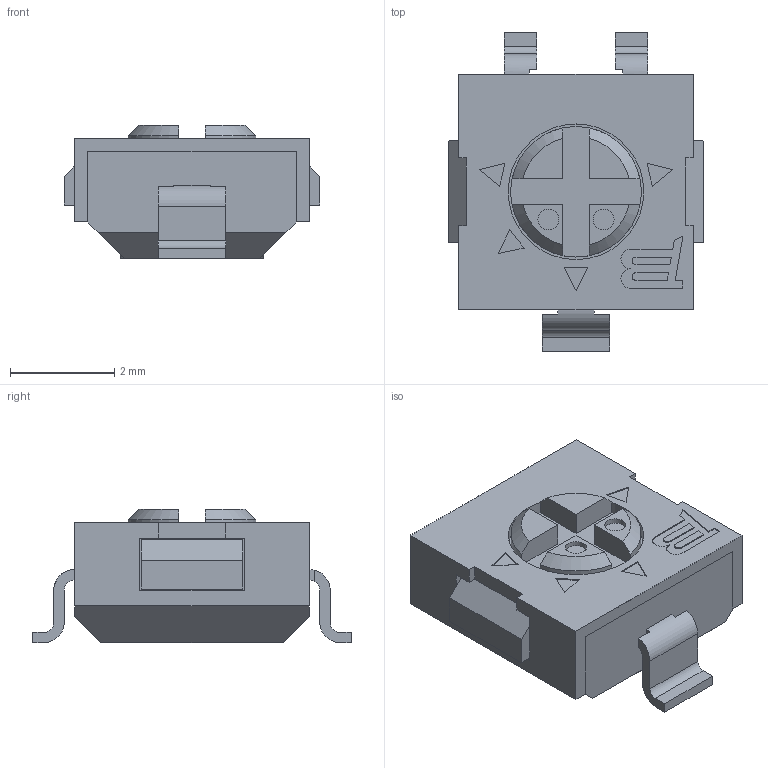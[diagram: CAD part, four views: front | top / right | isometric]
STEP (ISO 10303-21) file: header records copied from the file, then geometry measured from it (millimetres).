
FILE_DESCRIPTION(('FreeCAD Model'),'2;1');
FILE_NAME('3314G-2.step','2017-10-24T18:28:31',( 'L. Sartory'),('ADDI-DATA GmbH'),'Open CASCADE STEP processor 6.8', 'FreeCAD','Unknown');
FILE_SCHEMA(('AUTOMOTIVE_DESIGN_CC2 { 1 2 10303 214 -1 1 5 4 }'));
Length unit declared in the file: millimetre
Products named in the file (4): ASSEMBLY; Pins; Holder; Body
Assembly tree (3 placements, depth 2):
  ASSEMBLY
    Pins
    Holder
    Body
Bounding box: 4.9 x 6.1 x 2.55 mm (x, y, z)
Volume: 43.1 mm3; surface area: 142.6 mm2
Topology: 5 solids, 5 shells, 149 faces, 387 edges, 258 vertices
Faces by surface type: plane 125, cylinder 20, cone 4
Full cylindrical faces by diameter (mm): 0.4 x2, 2.5 x1, 2.6 x1
Entity records: 10453 total; most frequent: CARTESIAN_POINT 2005, DIRECTION 1371, LINE 914, VECTOR 914, ORIENTED_EDGE 774, PCURVE 774, DEFINITIONAL_REPRESENTATION 774, EDGE_CURVE 387
